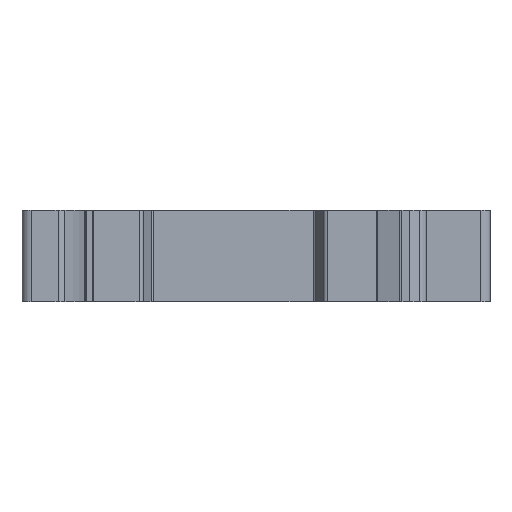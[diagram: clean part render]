
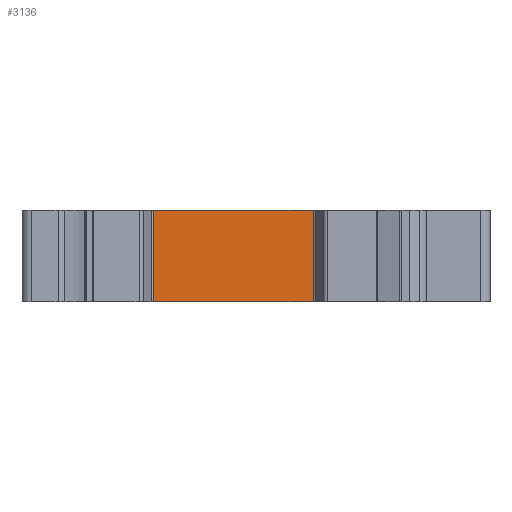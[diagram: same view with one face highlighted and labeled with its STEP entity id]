
A CAD part, front view. The second image highlights one B-rep face of the part: STEP entity #3136.
In plain terms, the highlighted planar face has unit normal (0, -1, 0).
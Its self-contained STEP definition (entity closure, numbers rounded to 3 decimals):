
#11 = VERTEX_POINT ( 'NONE', #4420 ) ;
#148 = VECTOR ( 'NONE', #1276, 1000. ) ;
#204 = DIRECTION ( 'NONE',  ( 0., -1., 0. ) ) ;
#438 = ORIENTED_EDGE ( 'NONE', *, *, #2851, .F. ) ;
#462 = EDGE_CURVE ( 'NONE', #1389, #11, #1128, .T. ) ;
#583 = AXIS2_PLACEMENT_3D ( 'NONE', #6718, #204, #4066 ) ;
#1070 = VECTOR ( 'NONE', #1902, 1000. ) ;
#1128 = LINE ( 'NONE', #5462, #6722 ) ;
#1188 = VERTEX_POINT ( 'NONE', #1751 ) ;
#1276 = DIRECTION ( 'NONE',  ( 1., 0., 0. ) ) ;
#1389 = VERTEX_POINT ( 'NONE', #7000 ) ;
#1751 = CARTESIAN_POINT ( 'NONE',  ( 8.746, -0.5, 10. ) ) ;
#1902 = DIRECTION ( 'NONE',  ( 0., 0., -1. ) ) ;
#2097 = CARTESIAN_POINT ( 'NONE',  ( 8.746, -0.5, -37.362 ) ) ;
#2110 = EDGE_CURVE ( 'NONE', #11, #1188, #6374, .T. ) ;
#2276 = EDGE_LOOP ( 'NONE', ( #5452, #4009, #438, #3734 ) ) ;
#2851 = EDGE_CURVE ( 'NONE', #6283, #1188, #4521, .T. ) ;
#2951 = PLANE ( 'NONE',  #583 ) ;
#2978 = CARTESIAN_POINT ( 'NONE',  ( -8.746, -0.5, -37.362 ) ) ;
#3136 = ADVANCED_FACE ( 'NONE', ( #3753 ), #2951, .T. ) ;
#3734 = ORIENTED_EDGE ( 'NONE', *, *, #6174, .T. ) ;
#3753 = FACE_OUTER_BOUND ( 'NONE', #2276, .T. ) ;
#3755 = CARTESIAN_POINT ( 'NONE',  ( -8.746, -0.5, 10. ) ) ;
#4009 = ORIENTED_EDGE ( 'NONE', *, *, #2110, .T. ) ;
#4066 = DIRECTION ( 'NONE',  ( 1., 0., 0. ) ) ;
#4420 = CARTESIAN_POINT ( 'NONE',  ( 8.746, -0.5, 0. ) ) ;
#4521 = LINE ( 'NONE', #6703, #148 ) ;
#5016 = DIRECTION ( 'NONE',  ( 1., 0., 0. ) ) ;
#5349 = DIRECTION ( 'NONE',  ( 0., 0., 1. ) ) ;
#5410 = LINE ( 'NONE', #2978, #1070 ) ;
#5452 = ORIENTED_EDGE ( 'NONE', *, *, #462, .T. ) ;
#5462 = CARTESIAN_POINT ( 'NONE',  ( -8.746, -0.5, 0. ) ) ;
#6174 = EDGE_CURVE ( 'NONE', #6283, #1389, #5410, .T. ) ;
#6203 = VECTOR ( 'NONE', #5349, 1000. ) ;
#6283 = VERTEX_POINT ( 'NONE', #3755 ) ;
#6374 = LINE ( 'NONE', #2097, #6203 ) ;
#6703 = CARTESIAN_POINT ( 'NONE',  ( 3.23, -0.5, 10. ) ) ;
#6718 = CARTESIAN_POINT ( 'NONE',  ( -8.746, -0.5, -37.362 ) ) ;
#6722 = VECTOR ( 'NONE', #5016, 1000. ) ;
#7000 = CARTESIAN_POINT ( 'NONE',  ( -8.746, -0.5, 0. ) ) ;
